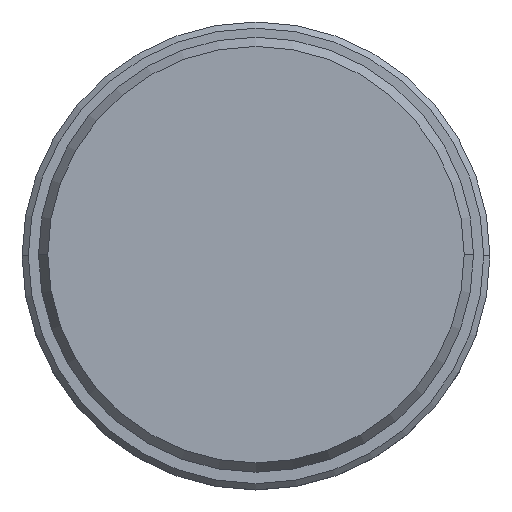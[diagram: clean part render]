
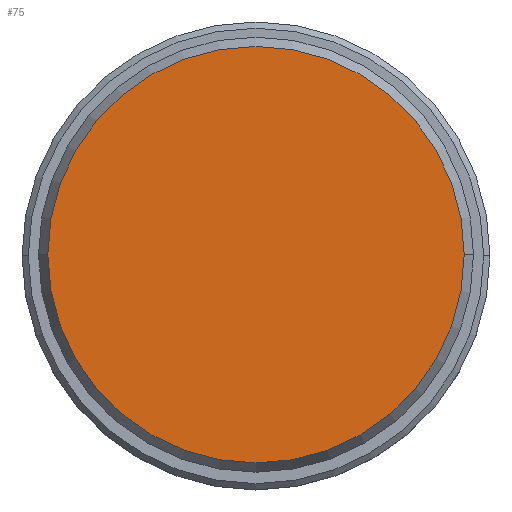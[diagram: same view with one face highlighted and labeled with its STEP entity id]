
A CAD part, top view. The second image highlights one B-rep face of the part: STEP entity #75.
In plain terms, the highlighted planar face has unit normal (0, 0, 1).
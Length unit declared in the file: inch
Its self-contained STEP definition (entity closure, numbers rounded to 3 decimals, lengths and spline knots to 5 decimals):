
#4 = CIRCLE ( 'NONE', #1349, 0.33377 ) ;
#75 = ADVANCED_FACE ( 'NONE', ( #1515 ), #199, .F. ) ;
#190 = VERTEX_POINT ( 'NONE', #1185 ) ;
#199 = PLANE ( 'NONE',  #1828 ) ;
#406 = CARTESIAN_POINT ( 'NONE',  ( -1.72671, 1.13312, 1.08218 ) ) ;
#493 = CIRCLE ( 'NONE', #1112, 0.33377 ) ;
#591 = EDGE_LOOP ( 'NONE', ( #1086, #1241 ) ) ;
#710 = DIRECTION ( 'NONE',  ( 0., 0., -1. ) ) ;
#730 = DIRECTION ( 'NONE',  ( -1., 0., 0. ) ) ;
#820 = DIRECTION ( 'NONE',  ( -1., 0., 0. ) ) ;
#857 = DIRECTION ( 'NONE',  ( -1., 0., 0. ) ) ;
#939 = CARTESIAN_POINT ( 'NONE',  ( -1.39294, 0.77862, 1.08218 ) ) ;
#966 = CARTESIAN_POINT ( 'NONE',  ( -1.72671, 0.77862, 1.08218 ) ) ;
#1062 = VERTEX_POINT ( 'NONE', #939 ) ;
#1086 = ORIENTED_EDGE ( 'NONE', *, *, #1808, .T. ) ;
#1112 = AXIS2_PLACEMENT_3D ( 'NONE', #966, #1810, #820 ) ;
#1185 = CARTESIAN_POINT ( 'NONE',  ( -2.06047, 0.77862, 1.08218 ) ) ;
#1208 = EDGE_CURVE ( 'NONE', #1062, #190, #493, .T. ) ;
#1241 = ORIENTED_EDGE ( 'NONE', *, *, #1208, .T. ) ;
#1349 = AXIS2_PLACEMENT_3D ( 'NONE', #1896, #1412, #730 ) ;
#1412 = DIRECTION ( 'NONE',  ( 0., 0., 1. ) ) ;
#1515 = FACE_OUTER_BOUND ( 'NONE', #591, .T. ) ;
#1808 = EDGE_CURVE ( 'NONE', #190, #1062, #4, .T. ) ;
#1810 = DIRECTION ( 'NONE',  ( 0., 0., 1. ) ) ;
#1828 = AXIS2_PLACEMENT_3D ( 'NONE', #406, #710, #857 ) ;
#1896 = CARTESIAN_POINT ( 'NONE',  ( -1.72671, 0.77862, 1.08218 ) ) ;
